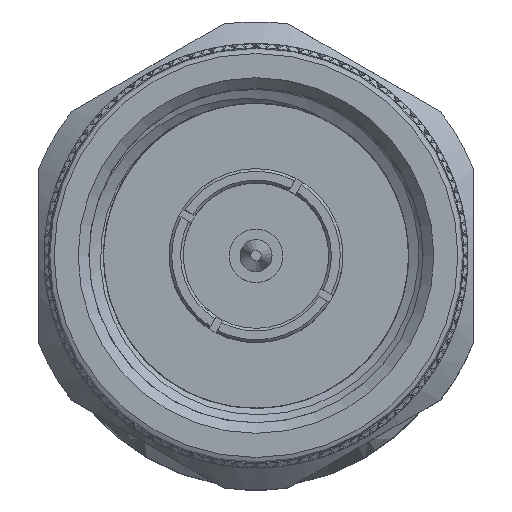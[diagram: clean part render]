
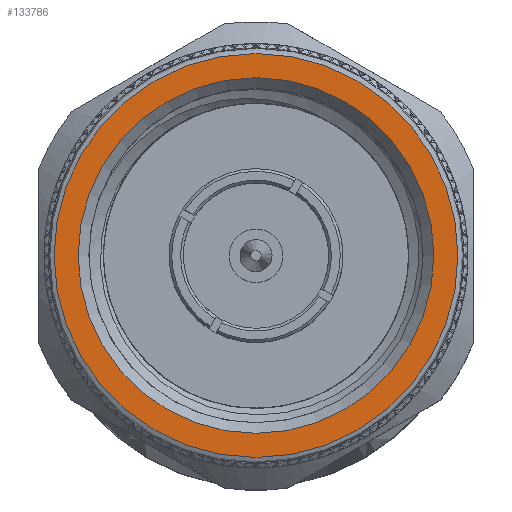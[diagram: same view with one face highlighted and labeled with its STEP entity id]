
A CAD part, top view. The second image highlights one B-rep face of the part: STEP entity #133786.
In plain terms, the highlighted face is planar.
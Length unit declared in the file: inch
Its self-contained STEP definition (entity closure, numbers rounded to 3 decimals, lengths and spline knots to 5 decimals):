
#5818 = CARTESIAN_POINT ( 'NONE',  ( 0., 0., -0.3776 ) ) ;
#16056 = VERTEX_POINT ( 'NONE', #5818 ) ;
#17454 = AXIS2_PLACEMENT_3D ( 'NONE', #47879, #92787, #81720 ) ;
#24144 = CIRCLE ( 'NONE', #115926, 0.3325 ) ;
#38583 = DIRECTION ( 'NONE',  ( -1., 0., 0. ) ) ;
#39571 = VERTEX_POINT ( 'NONE', #115442 ) ;
#44397 = EDGE_LOOP ( 'NONE', ( #49376 ) ) ;
#47879 = CARTESIAN_POINT ( 'NONE',  ( 0., 0., 0. ) ) ;
#49376 = ORIENTED_EDGE ( 'NONE', *, *, #68698, .T. ) ;
#58903 = FACE_BOUND ( 'NONE', #119452, .T. ) ;
#61866 = DIRECTION ( 'NONE',  ( 1., 0., 0. ) ) ;
#68698 = EDGE_CURVE ( 'NONE', #16056, #16056, #73391, .T. ) ;
#73391 = CIRCLE ( 'NONE', #76023, 0.3776 ) ;
#76023 = AXIS2_PLACEMENT_3D ( 'NONE', #106258, #38583, #83461 ) ;
#81720 = DIRECTION ( 'NONE',  ( 0., 0., -1. ) ) ;
#83461 = DIRECTION ( 'NONE',  ( 0., 0., -1. ) ) ;
#83772 = EDGE_CURVE ( 'NONE', #39571, #39571, #24144, .T. ) ;
#92787 = DIRECTION ( 'NONE',  ( 1., 0., 0. ) ) ;
#95722 = DIRECTION ( 'NONE',  ( 0., 0., -1. ) ) ;
#102643 = ORIENTED_EDGE ( 'NONE', *, *, #83772, .T. ) ;
#106258 = CARTESIAN_POINT ( 'NONE',  ( 0., 0., 0. ) ) ;
#114874 = FACE_OUTER_BOUND ( 'NONE', #44397, .T. ) ;
#115442 = CARTESIAN_POINT ( 'NONE',  ( 0., 0., -0.3325 ) ) ;
#115926 = AXIS2_PLACEMENT_3D ( 'NONE', #119273, #61866, #95722 ) ;
#119273 = CARTESIAN_POINT ( 'NONE',  ( 0., 0., 0. ) ) ;
#119452 = EDGE_LOOP ( 'NONE', ( #102643 ) ) ;
#133786 = ADVANCED_FACE ( 'NONE', ( #58903, #114874 ), #138349, .F. ) ;
#138349 = PLANE ( 'NONE',  #17454 ) ;
